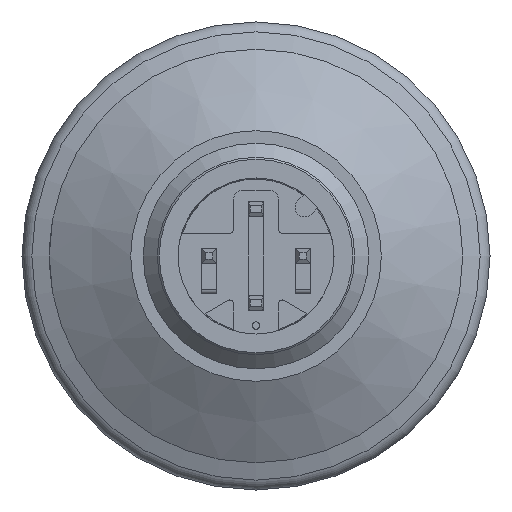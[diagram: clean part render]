
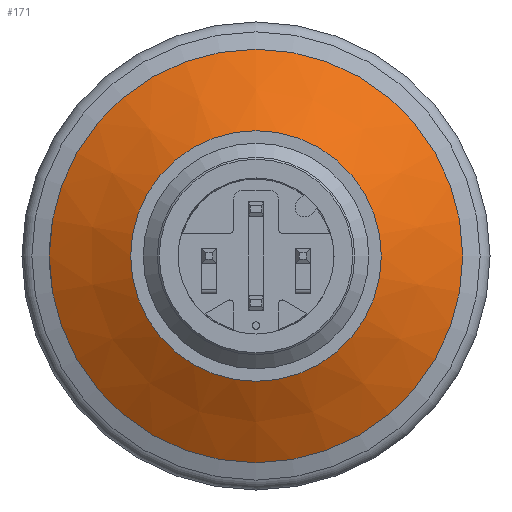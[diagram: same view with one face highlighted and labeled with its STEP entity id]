
A CAD part, front view. The second image highlights one B-rep face of the part: STEP entity #171.
In plain terms, the highlighted conical face has half-angle 60 degrees and reference radius 6.67 mm.
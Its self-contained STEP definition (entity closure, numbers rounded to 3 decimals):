
#171 = ADVANCED_FACE( '', ( #470, #471 ), #472, .T. );
#470 = FACE_OUTER_BOUND( '', #932, .T. );
#471 = FACE_BOUND( '', #933, .T. );
#472 = CONICAL_SURFACE( '', #934, 6.67, 1.047 );
#932 = EDGE_LOOP( '', ( #1410 ) );
#933 = EDGE_LOOP( '', ( #1411 ) );
#934 = AXIS2_PLACEMENT_3D( '', #1412, #1413, #1414 );
#1410 = ORIENTED_EDGE( '', *, *, #2602, .F. );
#1411 = ORIENTED_EDGE( '', *, *, #2603, .T. );
#1412 = CARTESIAN_POINT( '', ( 0., -60.6, 0. ) );
#1413 = DIRECTION( '', ( 0., 1., 0. ) );
#1414 = DIRECTION( '', ( 0., 0., 1. ) );
#2602 = EDGE_CURVE( '', #3080, #3080, #3081, .T. );
#2603 = EDGE_CURVE( '', #3082, #3082, #3083, .T. );
#3080 = VERTEX_POINT( '', #3779 );
#3081 = CIRCLE( '', #3780, 11. );
#3082 = VERTEX_POINT( '', #3781 );
#3083 = CIRCLE( '', #3782, 6.67 );
#3779 = CARTESIAN_POINT( '', ( 0., -58.1, 11. ) );
#3780 = AXIS2_PLACEMENT_3D( '', #4698, #4699, #4700 );
#3781 = CARTESIAN_POINT( '', ( 0., -60.6, 6.67 ) );
#3782 = AXIS2_PLACEMENT_3D( '', #4701, #4702, #4703 );
#4698 = CARTESIAN_POINT( '', ( 0., -58.1, 0. ) );
#4699 = DIRECTION( '', ( 0., 1., 0. ) );
#4700 = DIRECTION( '', ( 0., 0., 1. ) );
#4701 = CARTESIAN_POINT( '', ( 0., -60.6, 0. ) );
#4702 = DIRECTION( '', ( 0., 1., 0. ) );
#4703 = DIRECTION( '', ( 0., 0., 1. ) );
